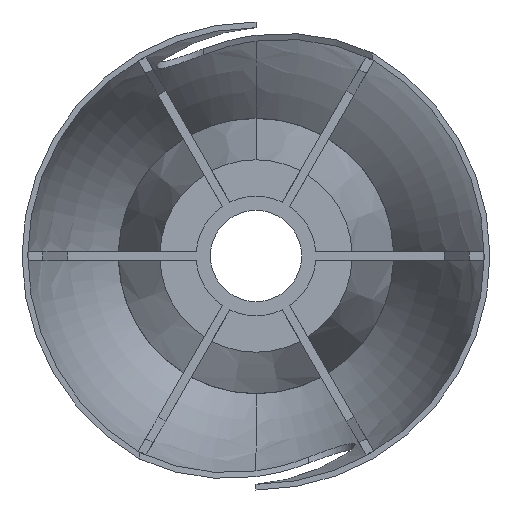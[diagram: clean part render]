
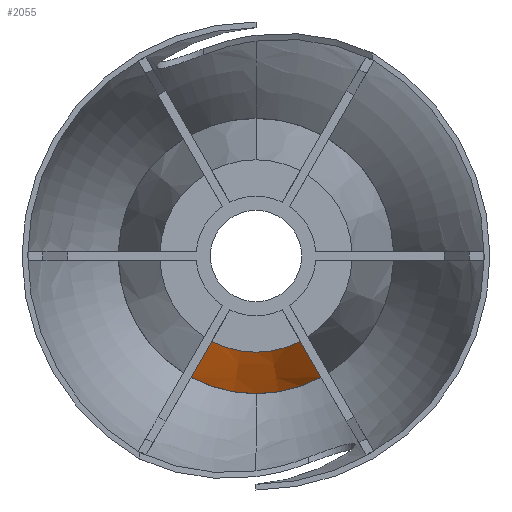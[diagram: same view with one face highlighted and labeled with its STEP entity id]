
A CAD part, front view. The second image highlights one B-rep face of the part: STEP entity #2055.
In plain terms, the highlighted conical face has half-angle 12 degrees and reference radius 24.247 mm.
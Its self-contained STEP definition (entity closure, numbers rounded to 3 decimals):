
#43 = CARTESIAN_POINT ( 'NONE',  ( 7.768, 26., -14.955 ) ) ;
#759 = CARTESIAN_POINT ( 'NONE',  ( 0., 60., 0. ) ) ;
#760 = AXIS2_PLACEMENT_3D ( 'NONE', #759, #820, #819 ) ;
#764 = CIRCLE ( 'NONE', #760, 24.079 ) ;
#767 = DIRECTION ( 'NONE',  ( 0., 0., 1. ) ) ;
#768 = DIRECTION ( 'NONE',  ( 0., 1., 0. ) ) ;
#769 = CARTESIAN_POINT ( 'NONE',  ( 0., 60.792, 0. ) ) ;
#770 = AXIS2_PLACEMENT_3D ( 'NONE', #769, #768, #767 ) ;
#771 = CONICAL_SURFACE ( 'NONE', #770, 24.247, 0.209 ) ;
#773 = FACE_OUTER_BOUND ( 'NONE', #2037, .T. ) ;
#819 = DIRECTION ( 'NONE',  ( 0., 0., 1. ) ) ;
#820 = DIRECTION ( 'NONE',  ( 0., 1., 0. ) ) ;
#825 = CARTESIAN_POINT ( 'NONE',  ( -7.768, 26., -14.955 ) ) ;
#909 = DIRECTION ( 'NONE',  ( 0., 0., -1. ) ) ;
#910 = DIRECTION ( 'NONE',  ( 0., -1., 0. ) ) ;
#911 = CARTESIAN_POINT ( 'NONE',  ( 0., 26., 0. ) ) ;
#912 = AXIS2_PLACEMENT_3D ( 'NONE', #911, #910, #909 ) ;
#913 = CIRCLE ( 'NONE', #912, 16.852 ) ;
#1090 = CARTESIAN_POINT ( 'NONE',  ( 11.384, 60., -21.218 ) ) ;
#1091 = CARTESIAN_POINT ( 'NONE',  ( 11.146, 57.764, -20.806 ) ) ;
#1092 = CARTESIAN_POINT ( 'NONE',  ( 10.908, 55.528, -20.394 ) ) ;
#1093 = CARTESIAN_POINT ( 'NONE',  ( 10.671, 53.291, -19.982 ) ) ;
#1094 = CARTESIAN_POINT ( 'NONE',  ( 9.703, 44.194, -18.307 ) ) ;
#1095 = CARTESIAN_POINT ( 'NONE',  ( 8.736, 35.097, -16.631 ) ) ;
#1096 = CARTESIAN_POINT ( 'NONE',  ( 7.768, 26., -14.955 ) ) ;
#1098 = CARTESIAN_POINT ( 'NONE',  ( 11.384, 60., -21.218 ) ) ;
#1099 = B_SPLINE_CURVE_WITH_KNOTS ( 'NONE', 3,
 ( #1096, #1095, #1094, #1093, #1092, #1091, #1090 ),
 .UNSPECIFIED., .F., .F.,
 ( 4, 3, 4 ),
 ( 0., 0.028, 0.035 ),
 .UNSPECIFIED. ) ;
#1111 = CARTESIAN_POINT ( 'NONE',  ( -10.671, 53.291, -19.982 ) ) ;
#1112 = CARTESIAN_POINT ( 'NONE',  ( -9.703, 44.194, -18.307 ) ) ;
#1113 = CARTESIAN_POINT ( 'NONE',  ( -8.736, 35.097, -16.631 ) ) ;
#1114 = CARTESIAN_POINT ( 'NONE',  ( -7.768, 26., -14.955 ) ) ;
#1117 = B_SPLINE_CURVE_WITH_KNOTS ( 'NONE', 3,
 ( #1114, #1113, #1112, #1111, #1175, #1174, #1173 ),
 .UNSPECIFIED., .F., .F.,
 ( 4, 3, 4 ),
 ( 0., 0.028, 0.035 ),
 .UNSPECIFIED. ) ;
#1118 = CARTESIAN_POINT ( 'NONE',  ( -11.384, 60., -21.218 ) ) ;
#1173 = CARTESIAN_POINT ( 'NONE',  ( -11.384, 60., -21.218 ) ) ;
#1174 = CARTESIAN_POINT ( 'NONE',  ( -11.146, 57.764, -20.806 ) ) ;
#1175 = CARTESIAN_POINT ( 'NONE',  ( -10.908, 55.528, -20.394 ) ) ;
#1673 = VERTEX_POINT ( 'NONE', #43 ) ;
#2036 = ORIENTED_EDGE ( 'NONE', *, *, #2107, .F. ) ;
#2037 = EDGE_LOOP ( 'NONE', ( #2036, #2109, #2104, #2105 ) ) ;
#2055 = ADVANCED_FACE ( 'NONE', ( #773 ), #771, .T. ) ;
#2061 = EDGE_CURVE ( 'NONE', #2176, #2191, #764, .T. ) ;
#2089 = VERTEX_POINT ( 'NONE', #825 ) ;
#2104 = ORIENTED_EDGE ( 'NONE', *, *, #2061, .F. ) ;
#2105 = ORIENTED_EDGE ( 'NONE', *, *, #2175, .F. ) ;
#2107 = EDGE_CURVE ( 'NONE', #2089, #1673, #913, .T. ) ;
#2109 = ORIENTED_EDGE ( 'NONE', *, *, #2193, .T. ) ;
#2175 = EDGE_CURVE ( 'NONE', #1673, #2176, #1099, .T. ) ;
#2176 = VERTEX_POINT ( 'NONE', #1098 ) ;
#2191 = VERTEX_POINT ( 'NONE', #1118 ) ;
#2193 = EDGE_CURVE ( 'NONE', #2089, #2191, #1117, .T. ) ;
